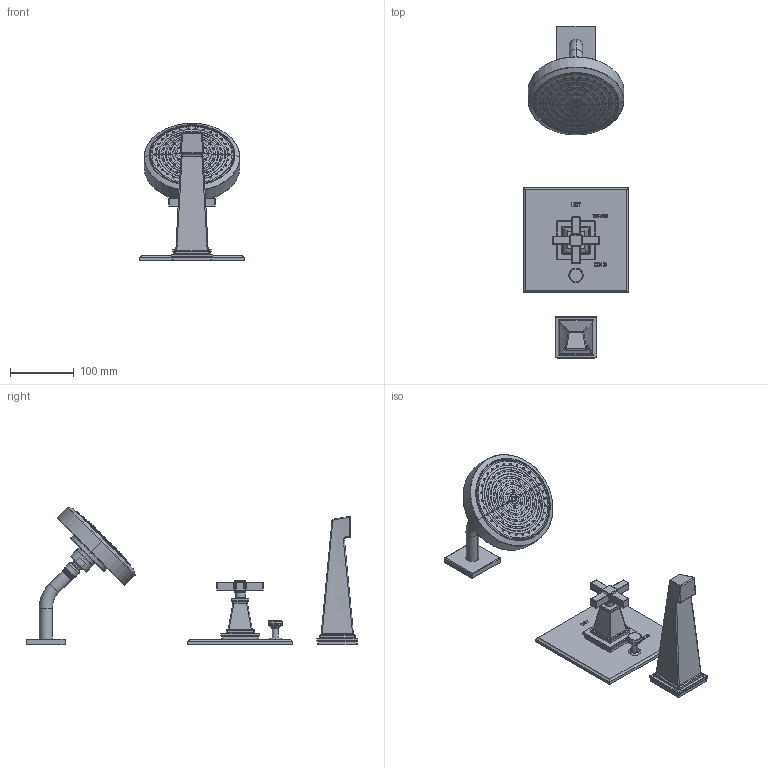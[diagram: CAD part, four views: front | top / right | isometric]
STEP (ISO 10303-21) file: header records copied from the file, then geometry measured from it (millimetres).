
FILE_DESCRIPTION((''),'2;1');
FILE_NAME('3-3152BP','2021-06-01T16:06:25',('jinson.thomas'),(''),'CREO PARAMETRIC BY PTC INC, 2018400','CREO PARAMETRIC BY PTC INC, 2018400','');
FILE_SCHEMA(('CONFIG_CONTROL_DESIGN'));
Products named in the file (1): 3-3152BP
Bounding box: 165.1 x 520.7 x 215.54 mm (x, y, z)
Volume: 1290928.5 mm3; surface area: 191724.5 mm2
Topology: 3 solids, 3 shells, 1492 faces, 3717 edges, 2390 vertices
Faces by surface type: cylinder 387, plane 302, torus 263, cone 195, bspline 141, sphere 140, extrusion 64
Entity records: 64414 total; most frequent: CARTESIAN_POINT 30101, ORIENTED_EDGE 7434, DIRECTION 6741, EDGE_CURVE 3717, AXIS2_PLACEMENT_3D 2696, VERTEX_POINT 2390, EDGE_LOOP 1651, FACE_OUTER_BOUND 1492
